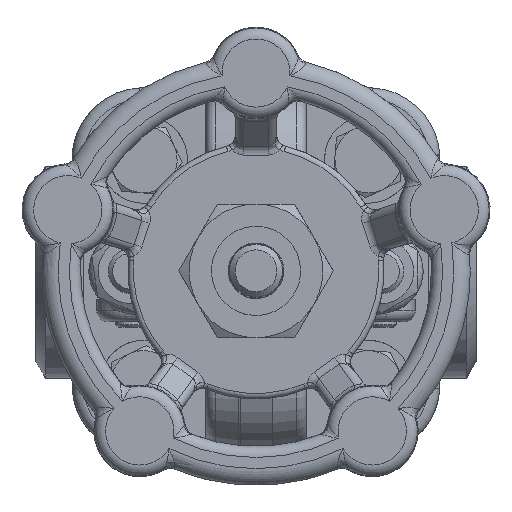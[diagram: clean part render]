
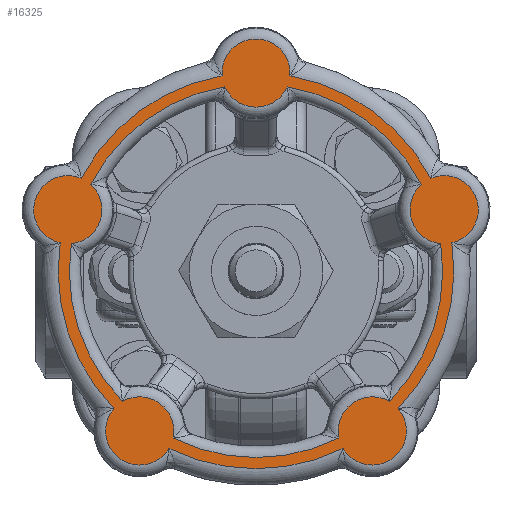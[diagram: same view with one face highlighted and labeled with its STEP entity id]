
A CAD part, top view. The second image highlights one B-rep face of the part: STEP entity #16325.
In plain terms, the highlighted planar face has unit normal (0, 0, 1).
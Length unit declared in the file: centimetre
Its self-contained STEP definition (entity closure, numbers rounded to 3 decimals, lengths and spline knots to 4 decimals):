
#2507=PLANE('',#18294);
#3107=FACE_BOUND('',#5470,.T.);
#4005=FACE_OUTER_BOUND('',#5469,.T.);
#5469=EDGE_LOOP('',(#14236,#14237,#14238,#14239,#14240,#14241,#14242,#14243,
#14244,#14245));
#5470=EDGE_LOOP('',(#14246,#14247,#14248,#14249,#14250,#14251,#14252,#14253,
#14254,#14255));
#6444=CIRCLE('',#18049,0.6124);
#6462=CIRCLE('',#18078,0.6124);
#6563=CIRCLE('',#18232,0.6124);
#6582=CIRCLE('',#18262,0.6124);
#6601=CIRCLE('',#18292,0.6124);
#6603=CIRCLE('',#18295,3.55);
#6604=CIRCLE('',#18296,3.55);
#6605=CIRCLE('',#18297,3.55);
#6606=CIRCLE('',#18298,0.6124);
#6607=CIRCLE('',#18299,3.55);
#6608=CIRCLE('',#18300,3.55);
#6609=CIRCLE('',#18301,3.35);
#6610=CIRCLE('',#18302,0.6124);
#6611=CIRCLE('',#18303,3.35);
#6612=CIRCLE('',#18304,0.6124);
#6613=CIRCLE('',#18305,3.35);
#6614=CIRCLE('',#18306,0.6124);
#6615=CIRCLE('',#18307,3.35);
#6616=CIRCLE('',#18308,0.6124);
#6617=CIRCLE('',#18309,3.35);
#7884=VERTEX_POINT('',#29909);
#7886=VERTEX_POINT('',#29920);
#7914=VERTEX_POINT('',#30181);
#7915=VERTEX_POINT('',#30190);
#8090=VERTEX_POINT('',#31987);
#8092=VERTEX_POINT('',#31997);
#8121=VERTEX_POINT('',#32266);
#8123=VERTEX_POINT('',#32276);
#8152=VERTEX_POINT('',#32545);
#8154=VERTEX_POINT('',#32555);
#8156=VERTEX_POINT('',#32570);
#8157=VERTEX_POINT('',#32572);
#8158=VERTEX_POINT('',#32576);
#8159=VERTEX_POINT('',#32578);
#8160=VERTEX_POINT('',#32580);
#8161=VERTEX_POINT('',#32582);
#8162=VERTEX_POINT('',#32584);
#8163=VERTEX_POINT('',#32586);
#8164=VERTEX_POINT('',#32588);
#8165=VERTEX_POINT('',#32590);
#9835=EDGE_CURVE('',#7886,#7884,#6444,.T.);
#9879=EDGE_CURVE('',#7914,#7915,#6462,.T.);
#10141=EDGE_CURVE('',#8090,#8092,#6563,.T.);
#10187=EDGE_CURVE('',#8121,#8123,#6582,.T.);
#10233=EDGE_CURVE('',#8152,#8154,#6601,.T.);
#10236=EDGE_CURVE('',#8154,#8121,#6603,.T.);
#10237=EDGE_CURVE('',#7915,#8152,#6604,.T.);
#10238=EDGE_CURVE('',#8156,#7914,#6605,.T.);
#10239=EDGE_CURVE('',#8157,#8156,#6606,.T.);
#10240=EDGE_CURVE('',#8092,#8157,#6607,.T.);
#10241=EDGE_CURVE('',#8123,#8090,#6608,.T.);
#10242=EDGE_CURVE('',#8158,#7886,#6609,.T.);
#10243=EDGE_CURVE('',#8159,#8158,#6610,.T.);
#10244=EDGE_CURVE('',#8160,#8159,#6611,.T.);
#10245=EDGE_CURVE('',#8161,#8160,#6612,.T.);
#10246=EDGE_CURVE('',#8162,#8161,#6613,.T.);
#10247=EDGE_CURVE('',#8163,#8162,#6614,.T.);
#10248=EDGE_CURVE('',#8164,#8163,#6615,.T.);
#10249=EDGE_CURVE('',#8165,#8164,#6616,.T.);
#10250=EDGE_CURVE('',#7884,#8165,#6617,.T.);
#14236=ORIENTED_EDGE('',*,*,#10236,.F.);
#14237=ORIENTED_EDGE('',*,*,#10233,.F.);
#14238=ORIENTED_EDGE('',*,*,#10237,.F.);
#14239=ORIENTED_EDGE('',*,*,#9879,.F.);
#14240=ORIENTED_EDGE('',*,*,#10238,.F.);
#14241=ORIENTED_EDGE('',*,*,#10239,.F.);
#14242=ORIENTED_EDGE('',*,*,#10240,.F.);
#14243=ORIENTED_EDGE('',*,*,#10141,.F.);
#14244=ORIENTED_EDGE('',*,*,#10241,.F.);
#14245=ORIENTED_EDGE('',*,*,#10187,.F.);
#14246=ORIENTED_EDGE('',*,*,#10242,.F.);
#14247=ORIENTED_EDGE('',*,*,#10243,.F.);
#14248=ORIENTED_EDGE('',*,*,#10244,.F.);
#14249=ORIENTED_EDGE('',*,*,#10245,.F.);
#14250=ORIENTED_EDGE('',*,*,#10246,.F.);
#14251=ORIENTED_EDGE('',*,*,#10247,.F.);
#14252=ORIENTED_EDGE('',*,*,#10248,.F.);
#14253=ORIENTED_EDGE('',*,*,#10249,.F.);
#14254=ORIENTED_EDGE('',*,*,#10250,.F.);
#14255=ORIENTED_EDGE('',*,*,#9835,.F.);
#16325=ADVANCED_FACE('',(#4005,#3107),#2507,.T.);
#18049=AXIS2_PLACEMENT_3D('',#29929,#21977,#21978);
#18078=AXIS2_PLACEMENT_3D('',#30191,#22039,#22040);
#18232=AXIS2_PLACEMENT_3D('',#31998,#22391,#22392);
#18262=AXIS2_PLACEMENT_3D('',#32277,#22455,#22456);
#18292=AXIS2_PLACEMENT_3D('',#32556,#22519,#22520);
#18294=AXIS2_PLACEMENT_3D('',#32567,#22523,#22524);
#18295=AXIS2_PLACEMENT_3D('',#32568,#22525,#22526);
#18296=AXIS2_PLACEMENT_3D('',#32569,#22527,#22528);
#18297=AXIS2_PLACEMENT_3D('',#32571,#22529,#22530);
#18298=AXIS2_PLACEMENT_3D('',#32573,#22531,#22532);
#18299=AXIS2_PLACEMENT_3D('',#32574,#22533,#22534);
#18300=AXIS2_PLACEMENT_3D('',#32575,#22535,#22536);
#18301=AXIS2_PLACEMENT_3D('',#32577,#22537,#22538);
#18302=AXIS2_PLACEMENT_3D('',#32579,#22539,#22540);
#18303=AXIS2_PLACEMENT_3D('',#32581,#22541,#22542);
#18304=AXIS2_PLACEMENT_3D('',#32583,#22543,#22544);
#18305=AXIS2_PLACEMENT_3D('',#32585,#22545,#22546);
#18306=AXIS2_PLACEMENT_3D('',#32587,#22547,#22548);
#18307=AXIS2_PLACEMENT_3D('',#32589,#22549,#22550);
#18308=AXIS2_PLACEMENT_3D('',#32591,#22551,#22552);
#18309=AXIS2_PLACEMENT_3D('',#32592,#22553,#22554);
#21977=DIRECTION('center_axis',(0.,0.,
-1.));
#21978=DIRECTION('ref_axis',(0.,-1.,0.));
#22039=DIRECTION('center_axis',(0.,0.,
-1.));
#22040=DIRECTION('ref_axis',(0.,1.,0.));
#22391=DIRECTION('center_axis',(0.,0.,
-1.));
#22392=DIRECTION('ref_axis',(-0.588,-0.809,0.));
#22455=DIRECTION('center_axis',(0.,0.,
-1.));
#22456=DIRECTION('ref_axis',(0.588,-0.809,0.));
#22519=DIRECTION('center_axis',(0.,0.,
-1.));
#22520=DIRECTION('ref_axis',(0.951,0.309,0.));
#22523=DIRECTION('center_axis',(0.,0.,
1.));
#22524=DIRECTION('ref_axis',(1.,0.,0.));
#22525=DIRECTION('center_axis',(0.,0.,
-1.));
#22526=DIRECTION('ref_axis',(-1.,0.,0.));
#22527=DIRECTION('center_axis',(0.,0.,
-1.));
#22528=DIRECTION('ref_axis',(-1.,0.,0.));
#22529=DIRECTION('center_axis',(0.,0.,
-1.));
#22530=DIRECTION('ref_axis',(-1.,0.,0.));
#22531=DIRECTION('center_axis',(0.,0.,
-1.));
#22532=DIRECTION('ref_axis',(-0.951,0.309,0.));
#22533=DIRECTION('center_axis',(0.,0.,
-1.));
#22534=DIRECTION('ref_axis',(-1.,0.,0.));
#22535=DIRECTION('center_axis',(0.,0.,
-1.));
#22536=DIRECTION('ref_axis',(-1.,0.,0.));
#22537=DIRECTION('center_axis',(0.,0.,
1.));
#22538=DIRECTION('ref_axis',(-1.,0.,0.));
#22539=DIRECTION('center_axis',(0.,0.,
-1.));
#22540=DIRECTION('ref_axis',(-0.951,-0.309,0.));
#22541=DIRECTION('center_axis',(0.,0.,
1.));
#22542=DIRECTION('ref_axis',(-1.,0.,0.));
#22543=DIRECTION('center_axis',(0.,0.,
-1.));
#22544=DIRECTION('ref_axis',(-0.588,0.809,0.));
#22545=DIRECTION('center_axis',(0.,0.,
1.));
#22546=DIRECTION('ref_axis',(-1.,0.,0.));
#22547=DIRECTION('center_axis',(0.,0.,
-1.));
#22548=DIRECTION('ref_axis',(0.588,0.809,0.));
#22549=DIRECTION('center_axis',(0.,0.,
1.));
#22550=DIRECTION('ref_axis',(-1.,0.,0.));
#22551=DIRECTION('center_axis',(0.,0.,
-1.));
#22552=DIRECTION('ref_axis',(0.951,-0.309,0.));
#22553=DIRECTION('center_axis',(0.,0.,
1.));
#22554=DIRECTION('ref_axis',(-1.,0.,0.));
#29909=CARTESIAN_POINT('',(-0.5603,3.3028,11.53));
#29920=CARTESIAN_POINT('',(0.5603,3.3028,11.53));
#29929=CARTESIAN_POINT('Origin',(0.,3.55,11.53));
#30181=CARTESIAN_POINT('',(-0.6101,3.4972,11.53));
#30190=CARTESIAN_POINT('',(0.6101,3.4972,11.53));
#30191=CARTESIAN_POINT('Origin',(0.,3.55,11.53));
#31987=CARTESIAN_POINT('',(-1.562,-3.1879,11.53));
#31997=CARTESIAN_POINT('',(-2.5492,-2.4707,11.53));
#31998=CARTESIAN_POINT('Origin',(-2.0866,-2.872,11.53));
#32266=CARTESIAN_POINT('',(2.5492,-2.4707,11.53));
#32276=CARTESIAN_POINT('',(1.562,-3.1879,11.53));
#32277=CARTESIAN_POINT('Origin',(2.0866,-2.872,11.53));
#32545=CARTESIAN_POINT('',(3.1375,1.6609,11.53));
#32555=CARTESIAN_POINT('',(3.5145,0.5005,11.53));
#32556=CARTESIAN_POINT('Origin',(3.3763,1.097,11.53));
#32567=CARTESIAN_POINT('Origin',(3.15,0.,11.53));
#32568=CARTESIAN_POINT('Origin',(0.,0.,
11.53));
#32569=CARTESIAN_POINT('Origin',(0.,0.,
11.53));
#32570=CARTESIAN_POINT('',(-3.1375,1.6609,11.53));
#32571=CARTESIAN_POINT('Origin',(0.,0.,
11.53));
#32572=CARTESIAN_POINT('',(-3.5145,0.5005,11.53));
#32573=CARTESIAN_POINT('Origin',(-3.3763,1.097,11.53));
#32574=CARTESIAN_POINT('Origin',(0.,0.,
11.53));
#32575=CARTESIAN_POINT('Origin',(0.,0.,
11.53));
#32576=CARTESIAN_POINT('',(2.968,1.5535,11.53));
#32577=CARTESIAN_POINT('Origin',(0.,0.,
11.53));
#32578=CARTESIAN_POINT('',(3.3143,0.4878,11.53));
#32579=CARTESIAN_POINT('Origin',(3.3763,1.097,11.53));
#32580=CARTESIAN_POINT('',(2.3946,-2.3427,11.53));
#32581=CARTESIAN_POINT('Origin',(0.,0.,
11.53));
#32582=CARTESIAN_POINT('',(1.4881,-3.0014,11.53));
#32583=CARTESIAN_POINT('Origin',(2.0866,-2.872,11.53));
#32584=CARTESIAN_POINT('',(-1.4881,-3.0014,11.53));
#32585=CARTESIAN_POINT('Origin',(0.,0.,
11.53));
#32586=CARTESIAN_POINT('',(-2.3946,-2.3427,11.53));
#32587=CARTESIAN_POINT('Origin',(-2.0866,-2.872,11.53));
#32588=CARTESIAN_POINT('',(-3.3143,0.4878,11.53));
#32589=CARTESIAN_POINT('Origin',(0.,0.,
11.53));
#32590=CARTESIAN_POINT('',(-2.968,1.5535,11.53));
#32591=CARTESIAN_POINT('Origin',(-3.3763,1.097,11.53));
#32592=CARTESIAN_POINT('Origin',(0.,0.,
11.53));
